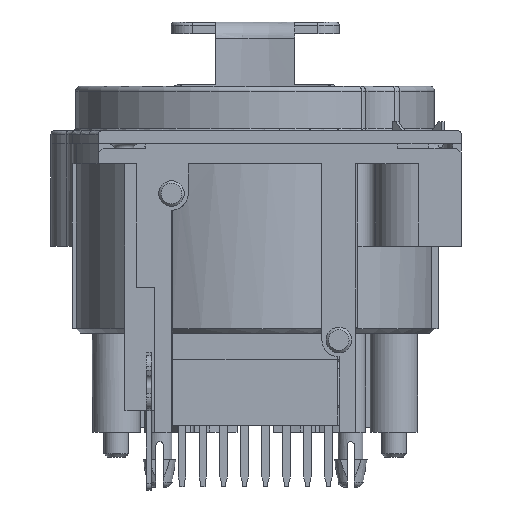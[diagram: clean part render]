
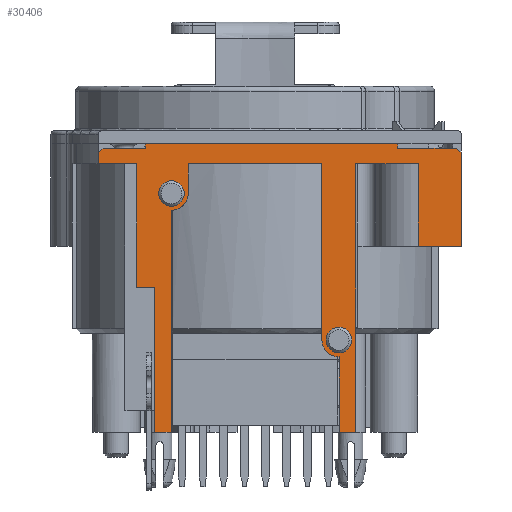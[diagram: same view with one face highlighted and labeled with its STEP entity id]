
A CAD part, front view. The second image highlights one B-rep face of the part: STEP entity #30406.
In plain terms, the highlighted planar face has unit normal (0, -1, 0).
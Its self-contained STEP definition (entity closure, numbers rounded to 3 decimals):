
#703=CIRCLE('',#32401,1.015);
#704=CIRCLE('',#32402,1.025);
#705=CIRCLE('',#32403,0.775);
#706=CIRCLE('',#32404,0.775);
#1491=FACE_BOUND('',#3579,.T.);
#1492=FACE_BOUND('',#3580,.T.);
#1873=FACE_OUTER_BOUND('',#3578,.T.);
#3578=EDGE_LOOP('',(#21350,#21351,#21352,#21353,#21354,#21355,#21356,#21357,
#21358,#21359,#21360,#21361,#21362,#21363,#21364,#21365,#21366,#21367,#21368,
#21369,#21370,#21371,#21372,#21373,#21374,#21375,#21376,#21377));
#3579=EDGE_LOOP('',(#21378));
#3580=EDGE_LOOP('',(#21379));
#5397=LINE('',#44043,#8790);
#5587=LINE('',#44854,#8980);
#5607=LINE('',#44902,#9000);
#5632=LINE('',#44956,#9025);
#5669=LINE('',#45039,#9062);
#5703=LINE('',#45140,#9096);
#5709=LINE('',#45154,#9102);
#5712=LINE('',#45160,#9105);
#5784=LINE('',#45322,#9177);
#5813=LINE('',#45419,#9206);
#5816=LINE('',#45430,#9209);
#5817=LINE('',#45433,#9210);
#5818=LINE('',#45435,#9211);
#5819=LINE('',#45437,#9212);
#5820=LINE('',#45439,#9213);
#5821=LINE('',#45440,#9214);
#5822=LINE('',#45442,#9215);
#5823=LINE('',#45444,#9216);
#5824=LINE('',#45445,#9217);
#5825=LINE('',#45446,#9218);
#5826=LINE('',#45448,#9219);
#5827=LINE('',#45452,#9220);
#5828=LINE('',#45454,#9221);
#5829=LINE('',#45456,#9222);
#5830=LINE('',#45459,#9223);
#5831=LINE('',#45460,#9224);
#8790=VECTOR('',#34902,10.);
#8980=VECTOR('',#35370,10.);
#9000=VECTOR('',#35400,10.);
#9025=VECTOR('',#35437,10.);
#9062=VECTOR('',#35512,10.);
#9096=VECTOR('',#35586,10.);
#9102=VECTOR('',#35604,10.);
#9105=VECTOR('',#35611,10.);
#9177=VECTOR('',#35751,10.);
#9206=VECTOR('',#35844,10.);
#9209=VECTOR('',#35857,10.);
#9210=VECTOR('',#35860,10.);
#9211=VECTOR('',#35861,10.);
#9212=VECTOR('',#35862,10.);
#9213=VECTOR('',#35863,10.);
#9214=VECTOR('',#35864,10.);
#9215=VECTOR('',#35865,10.);
#9216=VECTOR('',#35866,10.);
#9217=VECTOR('',#35867,10.);
#9218=VECTOR('',#35868,10.);
#9219=VECTOR('',#35869,10.);
#9220=VECTOR('',#35872,10.);
#9221=VECTOR('',#35873,10.);
#9222=VECTOR('',#35874,10.);
#9223=VECTOR('',#35877,10.);
#9224=VECTOR('',#35878,10.);
#12498=VERTEX_POINT('',#44040);
#12499=VERTEX_POINT('',#44042);
#12712=VERTEX_POINT('',#44851);
#12713=VERTEX_POINT('',#44853);
#12732=VERTEX_POINT('',#44899);
#12733=VERTEX_POINT('',#44901);
#12756=VERTEX_POINT('',#44954);
#12782=VERTEX_POINT('',#45036);
#12783=VERTEX_POINT('',#45038);
#12830=VERTEX_POINT('',#45138);
#12832=VERTEX_POINT('',#45152);
#12885=VERTEX_POINT('',#45319);
#12886=VERTEX_POINT('',#45321);
#12920=VERTEX_POINT('',#45413);
#12922=VERTEX_POINT('',#45417);
#12924=VERTEX_POINT('',#45426);
#12926=VERTEX_POINT('',#45432);
#12927=VERTEX_POINT('',#45434);
#12928=VERTEX_POINT('',#45436);
#12929=VERTEX_POINT('',#45438);
#12930=VERTEX_POINT('',#45441);
#12931=VERTEX_POINT('',#45443);
#12932=VERTEX_POINT('',#45447);
#12933=VERTEX_POINT('',#45449);
#12934=VERTEX_POINT('',#45451);
#12935=VERTEX_POINT('',#45453);
#12936=VERTEX_POINT('',#45455);
#12937=VERTEX_POINT('',#45457);
#12938=VERTEX_POINT('',#45461);
#12939=VERTEX_POINT('',#45463);
#15593=EDGE_CURVE('',#12498,#12499,#5397,.T.);
#15875=EDGE_CURVE('',#12713,#12712,#5587,.T.);
#15899=EDGE_CURVE('',#12733,#12732,#5607,.T.);
#15927=EDGE_CURVE('',#12498,#12756,#5632,.T.);
#15970=EDGE_CURVE('',#12783,#12782,#5669,.T.);
#16022=EDGE_CURVE('',#12830,#12782,#5703,.T.);
#16029=EDGE_CURVE('',#12830,#12832,#5709,.T.);
#16032=EDGE_CURVE('',#12756,#12733,#5712,.T.);
#16110=EDGE_CURVE('',#12886,#12885,#5784,.T.);
#16158=EDGE_CURVE('',#12920,#12922,#5813,.T.);
#16164=EDGE_CURVE('',#12924,#12920,#5816,.T.);
#16165=EDGE_CURVE('',#12924,#12926,#5817,.T.);
#16166=EDGE_CURVE('',#12927,#12922,#5818,.T.);
#16167=EDGE_CURVE('',#12928,#12927,#5819,.T.);
#16168=EDGE_CURVE('',#12929,#12928,#5820,.T.);
#16169=EDGE_CURVE('',#12929,#12783,#5821,.T.);
#16170=EDGE_CURVE('',#12832,#12930,#5822,.T.);
#16171=EDGE_CURVE('',#12931,#12930,#5823,.T.);
#16172=EDGE_CURVE('',#12931,#12499,#5824,.T.);
#16173=EDGE_CURVE('',#12732,#12886,#5825,.T.);
#16174=EDGE_CURVE('',#12885,#12932,#5826,.T.);
#16175=EDGE_CURVE('',#12933,#12932,#703,.T.);
#16176=EDGE_CURVE('',#12933,#12934,#5827,.T.);
#16177=EDGE_CURVE('',#12934,#12935,#5828,.T.);
#16178=EDGE_CURVE('',#12935,#12936,#5829,.T.);
#16179=EDGE_CURVE('',#12937,#12936,#704,.T.);
#16180=EDGE_CURVE('',#12937,#12713,#5830,.T.);
#16181=EDGE_CURVE('',#12712,#12926,#5831,.T.);
#16182=EDGE_CURVE('',#12938,#12938,#705,.T.);
#16183=EDGE_CURVE('',#12939,#12939,#706,.T.);
#21350=ORIENTED_EDGE('',*,*,#16165,.F.);
#21351=ORIENTED_EDGE('',*,*,#16164,.T.);
#21352=ORIENTED_EDGE('',*,*,#16158,.T.);
#21353=ORIENTED_EDGE('',*,*,#16166,.F.);
#21354=ORIENTED_EDGE('',*,*,#16167,.F.);
#21355=ORIENTED_EDGE('',*,*,#16168,.F.);
#21356=ORIENTED_EDGE('',*,*,#16169,.T.);
#21357=ORIENTED_EDGE('',*,*,#15970,.T.);
#21358=ORIENTED_EDGE('',*,*,#16022,.F.);
#21359=ORIENTED_EDGE('',*,*,#16029,.T.);
#21360=ORIENTED_EDGE('',*,*,#16170,.T.);
#21361=ORIENTED_EDGE('',*,*,#16171,.F.);
#21362=ORIENTED_EDGE('',*,*,#16172,.T.);
#21363=ORIENTED_EDGE('',*,*,#15593,.F.);
#21364=ORIENTED_EDGE('',*,*,#15927,.T.);
#21365=ORIENTED_EDGE('',*,*,#16032,.T.);
#21366=ORIENTED_EDGE('',*,*,#15899,.T.);
#21367=ORIENTED_EDGE('',*,*,#16173,.T.);
#21368=ORIENTED_EDGE('',*,*,#16110,.T.);
#21369=ORIENTED_EDGE('',*,*,#16174,.T.);
#21370=ORIENTED_EDGE('',*,*,#16175,.F.);
#21371=ORIENTED_EDGE('',*,*,#16176,.T.);
#21372=ORIENTED_EDGE('',*,*,#16177,.T.);
#21373=ORIENTED_EDGE('',*,*,#16178,.T.);
#21374=ORIENTED_EDGE('',*,*,#16179,.F.);
#21375=ORIENTED_EDGE('',*,*,#16180,.T.);
#21376=ORIENTED_EDGE('',*,*,#15875,.T.);
#21377=ORIENTED_EDGE('',*,*,#16181,.T.);
#21378=ORIENTED_EDGE('',*,*,#16182,.T.);
#21379=ORIENTED_EDGE('',*,*,#16183,.T.);
#29104=PLANE('',#32400);
#30406=ADVANCED_FACE('',(#1873,#1491,#1492),#29104,.T.);
#32400=AXIS2_PLACEMENT_3D('',#45431,#35858,#35859);
#32401=AXIS2_PLACEMENT_3D('',#45450,#35870,#35871);
#32402=AXIS2_PLACEMENT_3D('',#45458,#35875,#35876);
#32403=AXIS2_PLACEMENT_3D('',#45462,#35879,#35880);
#32404=AXIS2_PLACEMENT_3D('',#45464,#35881,#35882);
#34902=DIRECTION('',(-1.,0.,0.));
#35370=DIRECTION('',(0.,0.,-1.));
#35400=DIRECTION('',(0.,0.,-1.));
#35437=DIRECTION('',(0.,0.,-1.));
#35512=DIRECTION('',(0.,0.,1.));
#35586=DIRECTION('',(1.,0.,0.));
#35604=DIRECTION('',(0.,0.,-1.));
#35611=DIRECTION('',(1.,0.,0.));
#35751=DIRECTION('',(0.,0.,1.));
#35844=DIRECTION('',(0.,0.,-1.));
#35857=DIRECTION('',(1.,0.,0.));
#35858=DIRECTION('center_axis',(0.,-1.,0.));
#35859=DIRECTION('ref_axis',(0.,0.,-1.));
#35860=DIRECTION('',(0.,0.,-1.));
#35861=DIRECTION('',(-1.,0.,0.));
#35862=DIRECTION('',(0.,0.,-1.));
#35863=DIRECTION('',(0.707,0.,-0.707));
#35864=DIRECTION('',(-1.,0.,0.));
#35865=DIRECTION('',(-1.,0.,0.));
#35866=DIRECTION('',(0.707,0.,0.707));
#35867=DIRECTION('',(0.,0.,-1.));
#35868=DIRECTION('',(1.,0.,0.));
#35869=DIRECTION('',(1.,0.,0.));
#35870=DIRECTION('center_axis',(0.,1.,0.));
#35871=DIRECTION('ref_axis',(-1.,0.,0.));
#35872=DIRECTION('',(0.,0.,1.));
#35873=DIRECTION('',(1.,0.,0.));
#35874=DIRECTION('',(0.,0.,-1.));
#35875=DIRECTION('center_axis',(0.,1.,0.));
#35876=DIRECTION('ref_axis',(-1.,0.,0.));
#35877=DIRECTION('',(1.,0.,0.));
#35878=DIRECTION('',(1.,0.,0.));
#35879=DIRECTION('center_axis',(0.,1.,0.));
#35880=DIRECTION('ref_axis',(-1.,0.,0.));
#35881=DIRECTION('center_axis',(0.,1.,0.));
#35882=DIRECTION('ref_axis',(-1.,0.,0.));
#44040=CARTESIAN_POINT('',(-7.195,-12.5,-2.));
#44042=CARTESIAN_POINT('',(-9.525,-12.5,-2.));
#44043=CARTESIAN_POINT('',(-4.019,-12.5,-2.));
#44851=CARTESIAN_POINT('',(5.1,-12.5,-18.3));
#44853=CARTESIAN_POINT('',(5.1,-12.5,-13.722));
#44854=CARTESIAN_POINT('',(5.1,-12.5,-7.042));
#44899=CARTESIAN_POINT('',(-6.095,-12.5,-18.3));
#44901=CARTESIAN_POINT('',(-6.095,-12.5,-9.5));
#44902=CARTESIAN_POINT('',(-6.095,-12.5,-2.));
#44954=CARTESIAN_POINT('',(-7.195,-12.5,-9.5));
#44956=CARTESIAN_POINT('',(-7.195,-12.5,-2.));
#45036=CARTESIAN_POINT('',(8.65,-12.5,-0.8));
#45038=CARTESIAN_POINT('',(8.65,-12.5,-1.05));
#45039=CARTESIAN_POINT('',(8.65,-12.5,-0.8));
#45138=CARTESIAN_POINT('',(-6.675,-12.5,-0.8));
#45140=CARTESIAN_POINT('',(-5.1,-12.5,-0.8));
#45152=CARTESIAN_POINT('',(-6.675,-12.5,-1.05));
#45154=CARTESIAN_POINT('',(-6.675,-12.5,-0.8));
#45160=CARTESIAN_POINT('',(-6.095,-12.5,-9.5));
#45319=CARTESIAN_POINT('',(-5.1,-12.5,-4.822));
#45321=CARTESIAN_POINT('',(-5.1,-12.5,-18.3));
#45322=CARTESIAN_POINT('',(-5.1,-12.5,-6.525));
#45413=CARTESIAN_POINT('',(9.9,-12.5,-2.));
#45417=CARTESIAN_POINT('',(9.9,-12.5,-7.));
#45419=CARTESIAN_POINT('',(9.9,-12.5,-7.));
#45426=CARTESIAN_POINT('',(6.105,-12.5,-2.));
#45430=CARTESIAN_POINT('',(1.451,-12.5,-2.));
#45431=CARTESIAN_POINT('Origin',(-5.1,-12.5,-0.8));
#45432=CARTESIAN_POINT('',(6.105,-12.5,-18.3));
#45433=CARTESIAN_POINT('',(6.105,-12.5,-2.));
#45434=CARTESIAN_POINT('',(12.5,-12.5,-7.));
#45435=CARTESIAN_POINT('',(7.054,-12.5,-7.));
#45436=CARTESIAN_POINT('',(12.5,-12.5,-1.35));
#45437=CARTESIAN_POINT('',(12.5,-12.5,-2.));
#45438=CARTESIAN_POINT('',(12.2,-12.5,-1.05));
#45439=CARTESIAN_POINT('',(7.887,-12.5,3.263));
#45440=CARTESIAN_POINT('',(-2.201,-12.5,-1.05));
#45441=CARTESIAN_POINT('',(-9.225,-12.5,-1.05));
#45442=CARTESIAN_POINT('',(-2.201,-12.5,-1.05));
#45443=CARTESIAN_POINT('',(-9.525,-12.5,-1.35));
#45444=CARTESIAN_POINT('',(-8.206,-12.5,-0.031));
#45445=CARTESIAN_POINT('',(-9.525,-12.5,-0.8));
#45446=CARTESIAN_POINT('',(-5.349,-12.5,-18.3));
#45447=CARTESIAN_POINT('',(-5.,-12.5,-4.822));
#45448=CARTESIAN_POINT('',(-5.05,-12.5,-4.822));
#45449=CARTESIAN_POINT('',(-4.065,-12.5,-3.81));
#45450=CARTESIAN_POINT('Origin',(-5.08,-12.5,-3.81));
#45451=CARTESIAN_POINT('',(-4.065,-12.5,-2.));
#45452=CARTESIAN_POINT('',(-4.065,-12.5,-3.81));
#45453=CARTESIAN_POINT('',(4.055,-12.5,-2.));
#45454=CARTESIAN_POINT('',(-5.1,-12.5,-2.));
#45455=CARTESIAN_POINT('',(4.055,-12.5,-12.7));
#45456=CARTESIAN_POINT('',(4.055,-12.5,-2.));
#45457=CARTESIAN_POINT('',(5.,-12.5,-13.722));
#45458=CARTESIAN_POINT('Origin',(5.08,-12.5,-12.7));
#45459=CARTESIAN_POINT('',(-0.05,-12.5,-13.722));
#45460=CARTESIAN_POINT('',(0.251,-12.5,-18.3));
#45461=CARTESIAN_POINT('',(5.855,-12.5,-12.7));
#45462=CARTESIAN_POINT('Origin',(5.08,-12.5,-12.7));
#45463=CARTESIAN_POINT('',(-4.305,-12.5,-3.81));
#45464=CARTESIAN_POINT('Origin',(-5.08,-12.5,-3.81));
